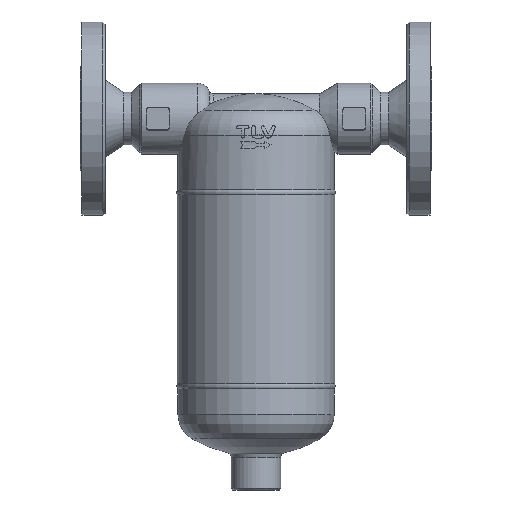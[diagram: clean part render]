
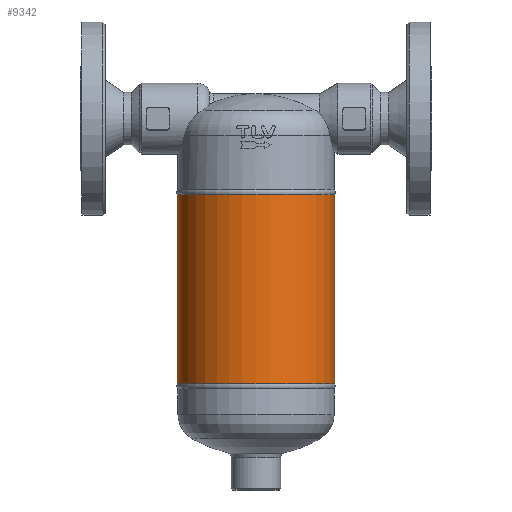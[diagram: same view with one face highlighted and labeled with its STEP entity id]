
A CAD part, front view. The second image highlights one B-rep face of the part: STEP entity #9342.
In plain terms, the highlighted cylindrical face has radius 50.8 mm (diameter 101.6 mm), a full revolution.
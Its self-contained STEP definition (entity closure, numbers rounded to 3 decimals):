
#9061=CARTESIAN_POINT('',(-50.8,0.,-123.739));
#9062=VERTEX_POINT('',#9061);
#9063=CARTESIAN_POINT('',(0.,0.0,-123.739));
#9064=DIRECTION('',(0.0,0.0,-1.0));
#9065=DIRECTION('',(1.0,0.0,0.0));
#9066=AXIS2_PLACEMENT_3D('',#9063,#9064,#9065);
#9067=CIRCLE('',#9066,50.8);
#9068=EDGE_CURVE('',#9062,#9062,#9067,.T.);
#9078=CARTESIAN_POINT('',(-50.8,0.,-1.761));
#9079=VERTEX_POINT('',#9078);
#9080=CARTESIAN_POINT('',(0.,0.0,-1.761));
#9081=DIRECTION('',(0.0,0.0,1.0));
#9082=DIRECTION('',(1.0,0.0,0.0));
#9083=AXIS2_PLACEMENT_3D('',#9080,#9081,#9082);
#9084=CIRCLE('',#9083,50.8);
#9085=EDGE_CURVE('',#9079,#9079,#9084,.T.);
#9331=CARTESIAN_POINT('',(0.,0.0,0.));
#9332=DIRECTION('',(0.,0.0,-1.0));
#9333=DIRECTION('',(1.0,0.0,0.0));
#9334=AXIS2_PLACEMENT_3D('',#9331,#9332,#9333);
#9335=CYLINDRICAL_SURFACE('',#9334,50.8);
#9336=ORIENTED_EDGE('',*,*,#9085,.F.);
#9337=EDGE_LOOP('',(#9336));
#9338=FACE_OUTER_BOUND('',#9337,.T.);
#9339=ORIENTED_EDGE('',*,*,#9068,.F.);
#9340=EDGE_LOOP('',(#9339));
#9341=FACE_BOUND('',#9340,.T.);
#9342=ADVANCED_FACE('',(#9338,#9341),#9335,.T.);
